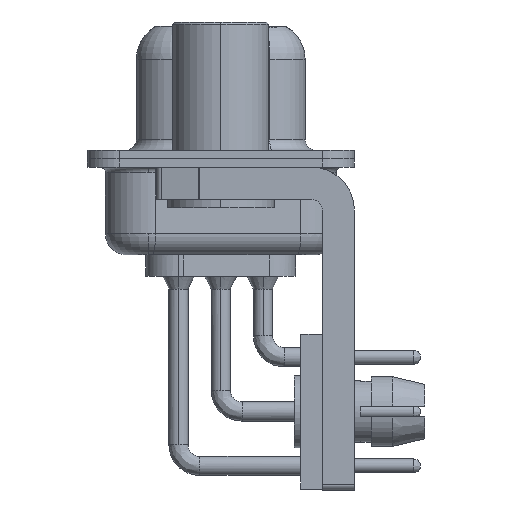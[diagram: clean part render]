
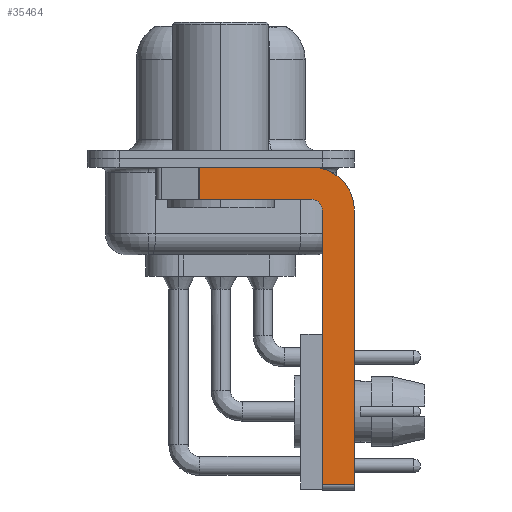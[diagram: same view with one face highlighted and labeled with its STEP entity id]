
A CAD part, left-side view. The second image highlights one B-rep face of the part: STEP entity #35464.
In plain terms, the highlighted planar face has unit normal (-1, 0, 0).
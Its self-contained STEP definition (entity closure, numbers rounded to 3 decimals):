
#12 = AXIS2_PLACEMENT_3D ( 'NONE', #34083, #16555, #37024 ) ;
#368 = LINE ( 'NONE', #30628, #6539 ) ;
#559 = LINE ( 'NONE', #20629, #30944 ) ;
#1997 = CIRCLE ( 'NONE', #12, 2. ) ;
#2033 = DIRECTION ( 'NONE',  ( 0., -1., 0. ) ) ;
#2621 = DIRECTION ( 'NONE',  ( -1., 0., 0. ) ) ;
#2657 = CARTESIAN_POINT ( 'NONE',  ( -2.9, -6.25, -2.4 ) ) ;
#3091 = EDGE_CURVE ( 'NONE', #27223, #30928, #559, .T. ) ;
#3712 = VECTOR ( 'NONE', #19723, 1000. ) ;
#5894 = CARTESIAN_POINT ( 'NONE',  ( -2.9, -4.25, -0.4 ) ) ;
#6217 = CARTESIAN_POINT ( 'NONE',  ( -2.9, -4.75, -15.5 ) ) ;
#6539 = VECTOR ( 'NONE', #24711, 1000. ) ;
#6899 = AXIS2_PLACEMENT_3D ( 'NONE', #20204, #2621, #23144 ) ;
#7377 = CARTESIAN_POINT ( 'NONE',  ( -2.9, 0.978, -0.4 ) ) ;
#7691 = CARTESIAN_POINT ( 'NONE',  ( -2.9, -4.25, -2.4 ) ) ;
#7765 = AXIS2_PLACEMENT_3D ( 'NONE', #7691, #28046, #10634 ) ;
#8213 = ORIENTED_EDGE ( 'NONE', *, *, #35795, .F. ) ;
#8363 = VERTEX_POINT ( 'NONE', #25619 ) ;
#9316 = VERTEX_POINT ( 'NONE', #33312 ) ;
#10634 = DIRECTION ( 'NONE',  ( 0., 0., -1. ) ) ;
#11278 = VERTEX_POINT ( 'NONE', #37362 ) ;
#11484 = ORIENTED_EDGE ( 'NONE', *, *, #32077, .F. ) ;
#12061 = CARTESIAN_POINT ( 'NONE',  ( -2.9, -4.75, -2.4 ) ) ;
#12777 = VECTOR ( 'NONE', #20236, 1000. ) ;
#13678 = VERTEX_POINT ( 'NONE', #17225 ) ;
#13722 = VERTEX_POINT ( 'NONE', #26175 ) ;
#13955 = LINE ( 'NONE', #6217, #20673 ) ;
#13973 = CARTESIAN_POINT ( 'NONE',  ( -2.9, -4.25, -1.9 ) ) ;
#13978 = ORIENTED_EDGE ( 'NONE', *, *, #24888, .T. ) ;
#14969 = LINE ( 'NONE', #16736, #37377 ) ;
#15498 = EDGE_CURVE ( 'NONE', #30928, #13722, #1997, .T. ) ;
#15503 = ORIENTED_EDGE ( 'NONE', *, *, #29600, .F. ) ;
#16555 = DIRECTION ( 'NONE',  ( 1., 0., 0. ) ) ;
#16736 = CARTESIAN_POINT ( 'NONE',  ( -2.9, -4.25, -15.25 ) ) ;
#17190 = ORIENTED_EDGE ( 'NONE', *, *, #33390, .F. ) ;
#17225 = CARTESIAN_POINT ( 'NONE',  ( -2.9, -4.75, -15.25 ) ) ;
#18203 = CIRCLE ( 'NONE', #6899, 0.5 ) ;
#19723 = DIRECTION ( 'NONE',  ( 0., 1., 0. ) ) ;
#20204 = CARTESIAN_POINT ( 'NONE',  ( -2.9, -4.25, -2.4 ) ) ;
#20236 = DIRECTION ( 'NONE',  ( 0., 0., -1. ) ) ;
#20629 = CARTESIAN_POINT ( 'NONE',  ( -2.9, 3., -0.4 ) ) ;
#20673 = VECTOR ( 'NONE', #26632, 1000. ) ;
#20679 = DIRECTION ( 'NONE',  ( 0., -1., 0. ) ) ;
#23000 = EDGE_LOOP ( 'NONE', ( #32390, #27586, #15503, #11484, #8213, #13978, #17190, #26827 ) ) ;
#23144 = DIRECTION ( 'NONE',  ( 0., 0., 1. ) ) ;
#24711 = DIRECTION ( 'NONE',  ( 0., 0., -1. ) ) ;
#24888 = EDGE_CURVE ( 'NONE', #13678, #11278, #14969, .T. ) ;
#25114 = PLANE ( 'NONE',  #7765 ) ;
#25619 = CARTESIAN_POINT ( 'NONE',  ( -2.9, -4.25, -1.9 ) ) ;
#26175 = CARTESIAN_POINT ( 'NONE',  ( -2.9, -6.25, -2.4 ) ) ;
#26632 = DIRECTION ( 'NONE',  ( 0., 0., 1. ) ) ;
#26827 = ORIENTED_EDGE ( 'NONE', *, *, #15498, .F. ) ;
#27223 = VERTEX_POINT ( 'NONE', #7377 ) ;
#27586 = ORIENTED_EDGE ( 'NONE', *, *, #30058, .T. ) ;
#28046 = DIRECTION ( 'NONE',  ( 1., 0., 0. ) ) ;
#29267 = VERTEX_POINT ( 'NONE', #12061 ) ;
#29600 = EDGE_CURVE ( 'NONE', #8363, #9316, #34893, .T. ) ;
#30058 = EDGE_CURVE ( 'NONE', #27223, #9316, #368, .T. ) ;
#30628 = CARTESIAN_POINT ( 'NONE',  ( -2.9, 0.978, -1.9 ) ) ;
#30928 = VERTEX_POINT ( 'NONE', #5894 ) ;
#30944 = VECTOR ( 'NONE', #20679, 1000. ) ;
#31757 = FACE_OUTER_BOUND ( 'NONE', #23000, .T. ) ;
#32077 = EDGE_CURVE ( 'NONE', #29267, #8363, #18203, .T. ) ;
#32390 = ORIENTED_EDGE ( 'NONE', *, *, #3091, .F. ) ;
#33312 = CARTESIAN_POINT ( 'NONE',  ( -2.9, 0.978, -1.9 ) ) ;
#33390 = EDGE_CURVE ( 'NONE', #13722, #11278, #36031, .T. ) ;
#34083 = CARTESIAN_POINT ( 'NONE',  ( -2.9, -4.25, -2.4 ) ) ;
#34893 = LINE ( 'NONE', #13973, #3712 ) ;
#35464 = ADVANCED_FACE ( 'NONE', ( #31757 ), #25114, .F. ) ;
#35795 = EDGE_CURVE ( 'NONE', #13678, #29267, #13955, .T. ) ;
#36031 = LINE ( 'NONE', #2657, #12777 ) ;
#37024 = DIRECTION ( 'NONE',  ( 0., 0., -1. ) ) ;
#37362 = CARTESIAN_POINT ( 'NONE',  ( -2.9, -6.25, -15.25 ) ) ;
#37377 = VECTOR ( 'NONE', #2033, 1000. ) ;
